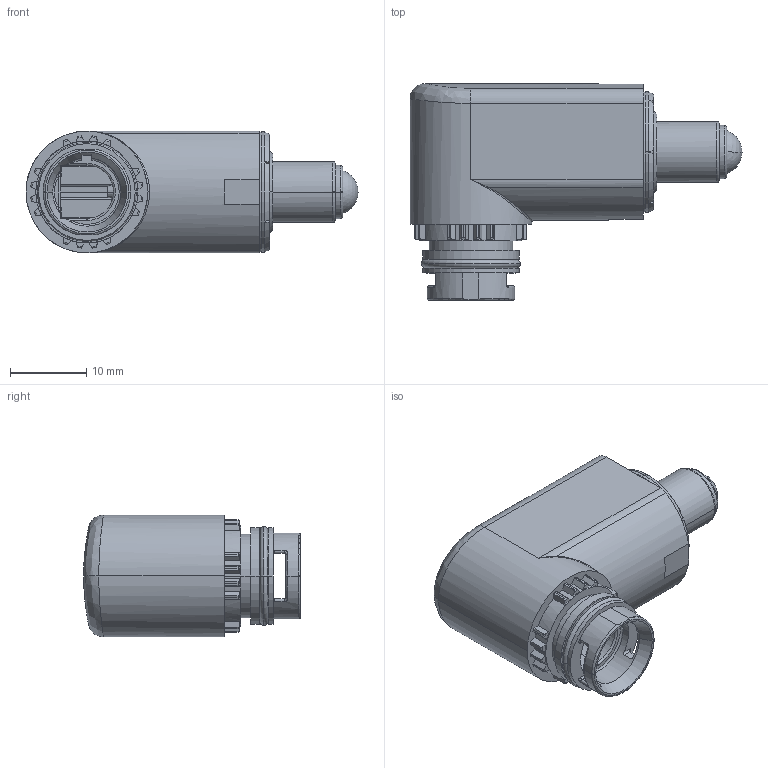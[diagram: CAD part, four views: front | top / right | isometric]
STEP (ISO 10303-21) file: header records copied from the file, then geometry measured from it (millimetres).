
FILE_DESCRIPTION(('STEP AP242'),'1');
FILE_NAME('zce66.stp','2021-09-27T00:17:02',('TraceParts'),('TraceParts S.A.'),'Spatial InterOp 3D',' ',' ');
FILE_SCHEMA(('AP242_MANAGED_MODEL_BASED_3D_ENGINEERING_MIM_LF {1 0 10303 442 1 1 4}'));
Length unit declared in the file: millimetre
Products named in the file (1): zce66_1
Bounding box: 43.65 x 28.5 x 16 mm (x, y, z)
Volume: 7214.4 mm3; surface area: 7112.4 mm2
Topology: 13 solids, 13 shells, 486 faces, 1238 edges, 758 vertices
Faces by surface type: cylinder 163, plane 142, torus 95, cone 44, bspline 22, sphere 20
Entity records: 16327 total; most frequent: CARTESIAN_POINT 4577, DIRECTION 2595, ORIENTED_EDGE 2420, EDGE_CURVE 1210, AXIS2_PLACEMENT_3D 1071, VERTEX_POINT 758, CIRCLE 594, EDGE_LOOP 508
